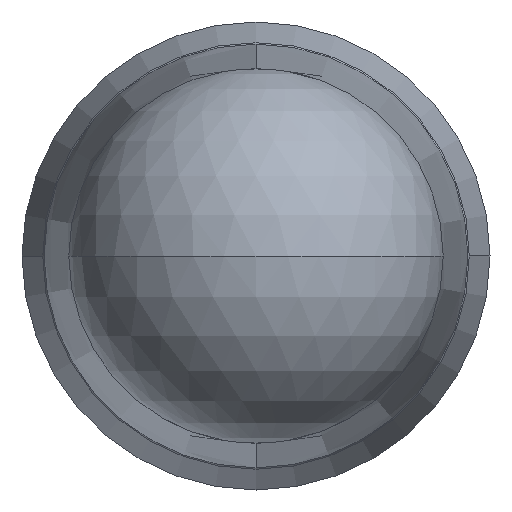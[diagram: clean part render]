
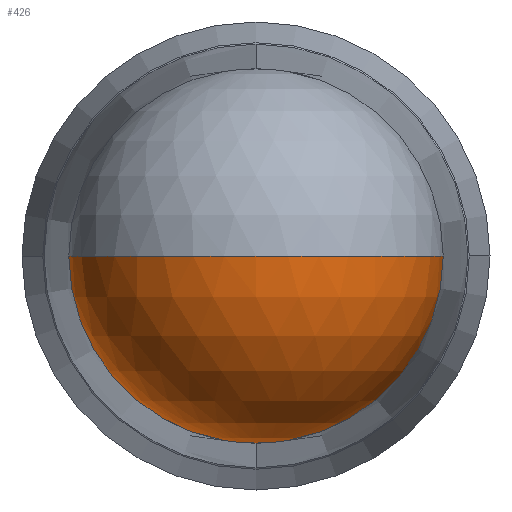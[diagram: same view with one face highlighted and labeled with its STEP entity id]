
A CAD part, front view. The second image highlights one B-rep face of the part: STEP entity #426.
In plain terms, the highlighted spherical face has radius 3.176 mm.
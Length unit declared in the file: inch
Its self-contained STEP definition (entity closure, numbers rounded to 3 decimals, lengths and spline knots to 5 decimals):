
#22 = VERTEX_POINT ( 'NONE', #471 ) ;
#24 = AXIS2_PLACEMENT_3D ( 'NONE', #273, #389, #89 ) ;
#26 = EDGE_LOOP ( 'NONE', ( #343, #220, #517, #298 ) ) ;
#36 = DIRECTION ( 'NONE',  ( 0., 0., -1. ) ) ;
#52 = AXIS2_PLACEMENT_3D ( 'NONE', #182, #423, #403 ) ;
#87 = DIRECTION ( 'NONE',  ( 0., -1., 0. ) ) ;
#89 = DIRECTION ( 'NONE',  ( 0., 0., -1. ) ) ;
#93 = CARTESIAN_POINT ( 'NONE',  ( 0., 0.12504, 0. ) ) ;
#132 = AXIS2_PLACEMENT_3D ( 'NONE', #359, #87, #237 ) ;
#141 = SPHERICAL_SURFACE ( 'NONE', #52, 0.12504 ) ;
#150 = CIRCLE ( 'NONE', #24, 0.125 ) ;
#175 = EDGE_CURVE ( 'NONE', #230, #514, #396, .T. ) ;
#182 = CARTESIAN_POINT ( 'NONE',  ( 0., 0.12504, 0. ) ) ;
#183 = AXIS2_PLACEMENT_3D ( 'NONE', #382, #36, #229 ) ;
#215 = CIRCLE ( 'NONE', #264, 0.12504 ) ;
#220 = ORIENTED_EDGE ( 'NONE', *, *, #309, .T. ) ;
#229 = DIRECTION ( 'NONE',  ( -1., 0., 0. ) ) ;
#230 = VERTEX_POINT ( 'NONE', #513 ) ;
#235 = FACE_OUTER_BOUND ( 'NONE', #26, .T. ) ;
#237 = DIRECTION ( 'NONE',  ( 0., 0., -1. ) ) ;
#264 = AXIS2_PLACEMENT_3D ( 'NONE', #93, #321, #439 ) ;
#268 = CARTESIAN_POINT ( 'NONE',  ( 0., 0., 0. ) ) ;
#273 = CARTESIAN_POINT ( 'NONE',  ( 0., 0.12177, 0. ) ) ;
#298 = ORIENTED_EDGE ( 'NONE', *, *, #392, .F. ) ;
#309 = EDGE_CURVE ( 'NONE', #22, #230, #452, .T. ) ;
#321 = DIRECTION ( 'NONE',  ( 0., 0., 1. ) ) ;
#334 = VERTEX_POINT ( 'NONE', #441 ) ;
#343 = ORIENTED_EDGE ( 'NONE', *, *, #349, .T. ) ;
#349 = EDGE_CURVE ( 'NONE', #334, #22, #150, .T. ) ;
#359 = CARTESIAN_POINT ( 'NONE',  ( 0., 0.12177, 0. ) ) ;
#382 = CARTESIAN_POINT ( 'NONE',  ( 0., 0.12504, 0. ) ) ;
#389 = DIRECTION ( 'NONE',  ( 0., -1., 0. ) ) ;
#392 = EDGE_CURVE ( 'NONE', #334, #514, #215, .T. ) ;
#396 = CIRCLE ( 'NONE', #183, 0.12504 ) ;
#403 = DIRECTION ( 'NONE',  ( -1., 0., 0. ) ) ;
#423 = DIRECTION ( 'NONE',  ( 0., 0., -1. ) ) ;
#426 = ADVANCED_FACE ( 'NONE', ( #235 ), #141, .T. ) ;
#439 = DIRECTION ( 'NONE',  ( 1., 0., 0. ) ) ;
#441 = CARTESIAN_POINT ( 'NONE',  ( -0.125, 0.12177, 0. ) ) ;
#452 = CIRCLE ( 'NONE', #132, 0.125 ) ;
#471 = CARTESIAN_POINT ( 'NONE',  ( 0., 0.12177, -0.125 ) ) ;
#513 = CARTESIAN_POINT ( 'NONE',  ( 0.125, 0.12177, 0. ) ) ;
#514 = VERTEX_POINT ( 'NONE', #268 ) ;
#517 = ORIENTED_EDGE ( 'NONE', *, *, #175, .T. ) ;
